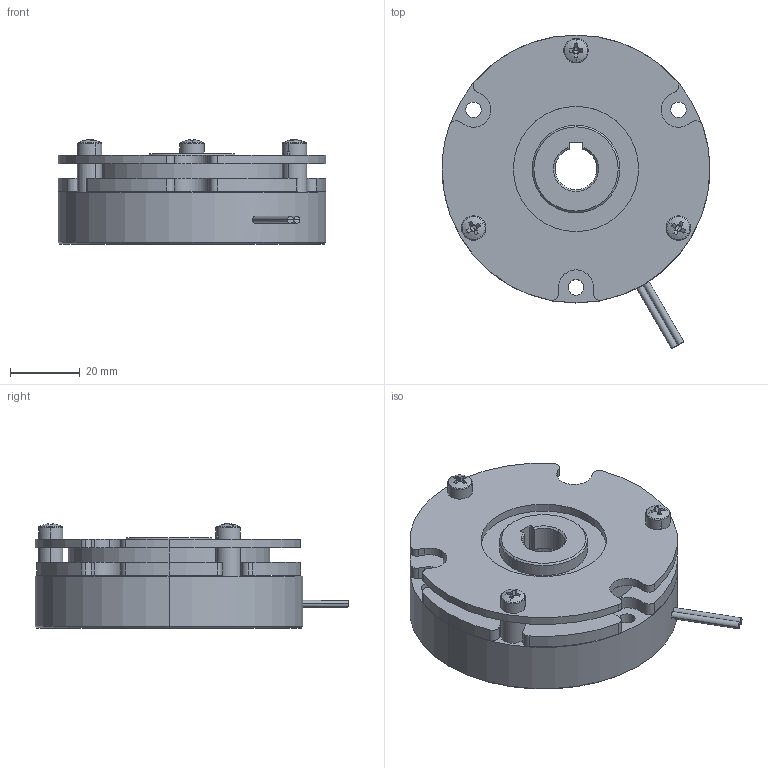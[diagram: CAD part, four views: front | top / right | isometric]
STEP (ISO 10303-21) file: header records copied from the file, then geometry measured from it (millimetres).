
FILE_DESCRIPTION (( 'STEP AP214' ), '1' );
FILE_NAME ('RNB 0.2G-N_23773100.STEP', '2018-08-07T02:28:32', ( ' ' ), ( '' ), 'SwSTEP 2.0', 'SolidWorks 2009', '' );
FILE_SCHEMA (( 'AUTOMOTIVE_DESIGN' ));
Length unit declared in the file: millimetre
Products named in the file (1): RNB 0.2G-N_23773100
Bounding box: 77 x 90.21 x 30 mm (x, y, z)
Volume: 97611.4 mm3; surface area: 31610.3 mm2
Topology: 1 solids, 1 shells, 285 faces, 743 edges, 469 vertices
Faces by surface type: cylinder 122, plane 109, cone 30, torus 18, sphere 6
Entity records: 12079 total; most frequent: DIRECTION 1686, CARTESIAN_POINT 1636, ORIENTED_EDGE 1466, EDGE_CURVE 733, AXIS2_PLACEMENT_3D 699, VERTEX_POINT 469, CIRCLE 413, EDGE_LOOP 324
